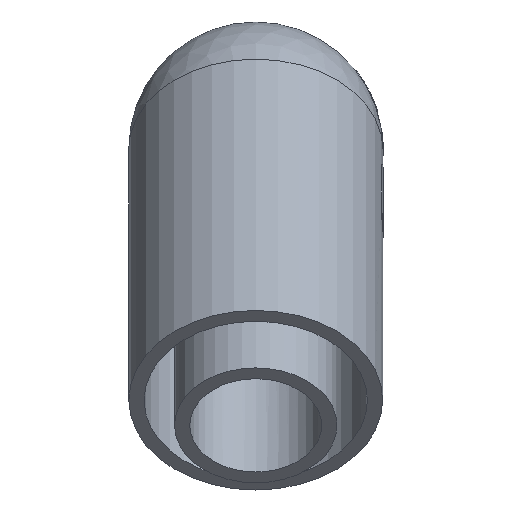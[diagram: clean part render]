
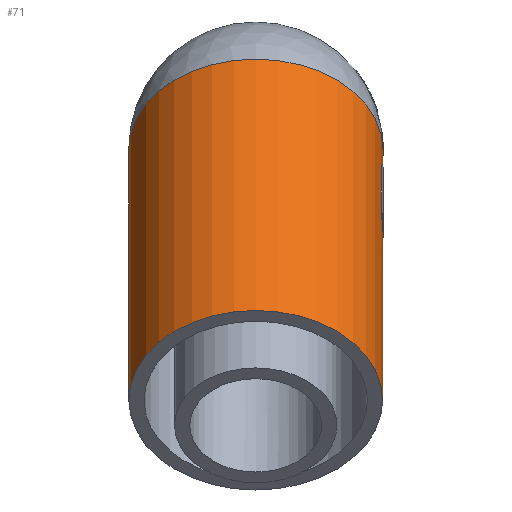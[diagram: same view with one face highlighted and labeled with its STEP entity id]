
A CAD part, left-side view. The second image highlights one B-rep face of the part: STEP entity #71.
In plain terms, the highlighted cylindrical face has radius 25 mm (diameter 50 mm), a full revolution.
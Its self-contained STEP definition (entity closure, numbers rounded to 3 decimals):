
#71 = ADVANCED_FACE( '', ( #160, #161, #162 ), #163, .T. );
#160 = FACE_OUTER_BOUND( '', #277, .T. );
#161 = FACE_OUTER_BOUND( '', #278, .T. );
#162 = FACE_BOUND( '', #279, .T. );
#163 = CYLINDRICAL_SURFACE( '', #280, 25. );
#277 = EDGE_LOOP( '', ( #422, #423 ) );
#278 = EDGE_LOOP( '', ( #424 ) );
#279 = EDGE_LOOP( '', ( #425, #426, #427, #428 ) );
#280 = AXIS2_PLACEMENT_3D( '', #429, #430, #431 );
#422 = ORIENTED_EDGE( '', *, *, #628, .F. );
#423 = ORIENTED_EDGE( '', *, *, #629, .T. );
#424 = ORIENTED_EDGE( '', *, *, #630, .T. );
#425 = ORIENTED_EDGE( '', *, *, #631, .F. );
#426 = ORIENTED_EDGE( '', *, *, #614, .F. );
#427 = ORIENTED_EDGE( '', *, *, #632, .F. );
#428 = ORIENTED_EDGE( '', *, *, #624, .F. );
#429 = CARTESIAN_POINT( '', ( -70., 0., 0. ) );
#430 = DIRECTION( '', ( -0.707, 0., -0.707 ) );
#431 = DIRECTION( '', ( 0.707, 0., -0.707 ) );
#614 = EDGE_CURVE( '', #713, #709, #715, .T. );
#624 = EDGE_CURVE( '', #731, #727, #733, .T. );
#628 = EDGE_CURVE( '', #738, #739, #740, .T. );
#629 = EDGE_CURVE( '', #738, #739, #741, .F. );
#630 = EDGE_CURVE( '', #742, #742, #743, .T. );
#631 = EDGE_CURVE( '', #709, #731, #744, .F. );
#632 = EDGE_CURVE( '', #727, #713, #745, .T. );
#709 = VERTEX_POINT( '', #903 );
#713 = VERTEX_POINT( '', #941 );
#715 = B_SPLINE_CURVE_WITH_KNOTS( '', 3, ( #944, #945, #946, #947, #948, #949, #950, #951, #952, #953, #954, #955, #956, #957, #958, #959, #960, #961, #962, #963, #964, #965, #966, #967, #968, #969, #970, #971, #972, #973, #974, #975, #976, #977 ), .UNSPECIFIED., .F., .F., ( 4, 2, 2, 2, 2, 2, 2, 2, 2, 2, 2, 2, 2, 2, 2, 2, 4 ), ( 0., 0.001, 0.002, 0.002, 0.003, 0.004, 0.005, 0.005, 0.006, 0.007, 0.008, 0.009, 0.009, 0.01, 0.011, 0.012, 0.013 ), .UNSPECIFIED. );
#727 = VERTEX_POINT( '', #993 );
#731 = VERTEX_POINT( '', #1031 );
#733 = B_SPLINE_CURVE_WITH_KNOTS( '', 3, ( #1034, #1035, #1036, #1037, #1038, #1039, #1040, #1041, #1042, #1043, #1044, #1045, #1046, #1047, #1048, #1049, #1050, #1051, #1052, #1053, #1054, #1055, #1056, #1057, #1058, #1059, #1060, #1061, #1062, #1063, #1064, #1065, #1066, #1067 ), .UNSPECIFIED., .F., .F., ( 4, 2, 2, 2, 2, 2, 2, 2, 2, 2, 2, 2, 2, 2, 2, 2, 4 ), ( 0., 0.001, 0.002, 0.002, 0.003, 0.004, 0.005, 0.005, 0.006, 0.007, 0.008, 0.009, 0.009, 0.01, 0.011, 0.012, 0.013 ), .UNSPECIFIED. );
#738 = VERTEX_POINT( '', #1072 );
#739 = VERTEX_POINT( '', #1073 );
#740 = CIRCLE( '', #1074, 25. );
#741 = ELLIPSE( '', #1075, 27.06, 25. );
#742 = VERTEX_POINT( '', #1076 );
#743 = CIRCLE( '', #1077, 25. );
#744 = LINE( '', #1078, #1079 );
#745 = LINE( '', #1080, #1081 );
#903 = CARTESIAN_POINT( '', ( -79.899, -24.678, -4.243 ) );
#941 = CARTESIAN_POINT( '', ( -74.243, -24.678, -9.899 ) );
#944 = CARTESIAN_POINT( '', ( -74.243, -24.678, -9.899 ) );
#945 = CARTESIAN_POINT( '', ( -74.055, -24.678, -9.712 ) );
#946 = CARTESIAN_POINT( '', ( -73.89, -24.682, -9.51 ) );
#947 = CARTESIAN_POINT( '', ( -73.6, -24.698, -9.076 ) );
#948 = CARTESIAN_POINT( '', ( -73.475, -24.71, -8.842 ) );
#949 = CARTESIAN_POINT( '', ( -73.275, -24.74, -8.357 ) );
#950 = CARTESIAN_POINT( '', ( -73.199, -24.758, -8.108 ) );
#951 = CARTESIAN_POINT( '', ( -73.097, -24.797, -7.596 ) );
#952 = CARTESIAN_POINT( '', ( -73.071, -24.819, -7.331 ) );
#953 = CARTESIAN_POINT( '', ( -73.071, -24.86, -6.811 ) );
#954 = CARTESIAN_POINT( '', ( -73.096, -24.881, -6.551 ) );
#955 = CARTESIAN_POINT( '', ( -73.198, -24.92, -6.036 ) );
#956 = CARTESIAN_POINT( '', ( -73.275, -24.938, -5.784 ) );
#957 = CARTESIAN_POINT( '', ( -73.474, -24.968, -5.302 ) );
#958 = CARTESIAN_POINT( '', ( -73.598, -24.98, -5.069 ) );
#959 = CARTESIAN_POINT( '', ( -73.89, -24.996, -4.631 ) );
#960 = CARTESIAN_POINT( '', ( -74.056, -25., -4.43 ) );
#961 = CARTESIAN_POINT( '', ( -74.425, -25., -4.06 ) );
#962 = CARTESIAN_POINT( '', ( -74.631, -24.996, -3.891 ) );
#963 = CARTESIAN_POINT( '', ( -75.066, -24.98, -3.6 ) );
#964 = CARTESIAN_POINT( '', ( -75.296, -24.968, -3.477 ) );
#965 = CARTESIAN_POINT( '', ( -75.781, -24.938, -3.276 ) );
#966 = CARTESIAN_POINT( '', ( -76.034, -24.92, -3.199 ) );
#967 = CARTESIAN_POINT( '', ( -76.545, -24.882, -3.097 ) );
#968 = CARTESIAN_POINT( '', ( -76.805, -24.861, -3.071 ) );
#969 = CARTESIAN_POINT( '', ( -77.332, -24.818, -3.071 ) );
#970 = CARTESIAN_POINT( '', ( -77.591, -24.798, -3.097 ) );
#971 = CARTESIAN_POINT( '', ( -78.102, -24.759, -3.197 ) );
#972 = CARTESIAN_POINT( '', ( -78.356, -24.741, -3.274 ) );
#973 = CARTESIAN_POINT( '', ( -78.841, -24.711, -3.474 ) );
#974 = CARTESIAN_POINT( '', ( -79.07, -24.699, -3.597 ) );
#975 = CARTESIAN_POINT( '', ( -79.506, -24.682, -3.887 ) );
#976 = CARTESIAN_POINT( '', ( -79.712, -24.678, -4.055 ) );
#977 = CARTESIAN_POINT( '', ( -79.899, -24.678, -4.243 ) );
#993 = CARTESIAN_POINT( '', ( -81.314, -24.678, -16.971 ) );
#1031 = CARTESIAN_POINT( '', ( -86.971, -24.678, -11.314 ) );
#1034 = CARTESIAN_POINT( '', ( -86.971, -24.678, -11.314 ) );
#1035 = CARTESIAN_POINT( '', ( -87.158, -24.678, -11.501 ) );
#1036 = CARTESIAN_POINT( '', ( -87.323, -24.682, -11.703 ) );
#1037 = CARTESIAN_POINT( '', ( -87.613, -24.698, -12.137 ) );
#1038 = CARTESIAN_POINT( '', ( -87.738, -24.71, -12.371 ) );
#1039 = CARTESIAN_POINT( '', ( -87.939, -24.74, -12.856 ) );
#1040 = CARTESIAN_POINT( '', ( -88.014, -24.758, -13.105 ) );
#1041 = CARTESIAN_POINT( '', ( -88.116, -24.797, -13.617 ) );
#1042 = CARTESIAN_POINT( '', ( -88.142, -24.819, -13.882 ) );
#1043 = CARTESIAN_POINT( '', ( -88.142, -24.86, -14.403 ) );
#1044 = CARTESIAN_POINT( '', ( -88.117, -24.881, -14.662 ) );
#1045 = CARTESIAN_POINT( '', ( -88.015, -24.92, -15.178 ) );
#1046 = CARTESIAN_POINT( '', ( -87.938, -24.938, -15.429 ) );
#1047 = CARTESIAN_POINT( '', ( -87.739, -24.968, -15.911 ) );
#1048 = CARTESIAN_POINT( '', ( -87.615, -24.98, -16.144 ) );
#1049 = CARTESIAN_POINT( '', ( -87.323, -24.996, -16.582 ) );
#1050 = CARTESIAN_POINT( '', ( -87.157, -25., -16.784 ) );
#1051 = CARTESIAN_POINT( '', ( -86.788, -25., -17.153 ) );
#1052 = CARTESIAN_POINT( '', ( -86.582, -24.996, -17.323 ) );
#1053 = CARTESIAN_POINT( '', ( -86.147, -24.98, -17.613 ) );
#1054 = CARTESIAN_POINT( '', ( -85.917, -24.968, -17.736 ) );
#1055 = CARTESIAN_POINT( '', ( -85.432, -24.938, -17.937 ) );
#1056 = CARTESIAN_POINT( '', ( -85.179, -24.92, -18.014 ) );
#1057 = CARTESIAN_POINT( '', ( -84.668, -24.882, -18.116 ) );
#1058 = CARTESIAN_POINT( '', ( -84.408, -24.861, -18.142 ) );
#1059 = CARTESIAN_POINT( '', ( -83.881, -24.818, -18.142 ) );
#1060 = CARTESIAN_POINT( '', ( -83.622, -24.798, -18.117 ) );
#1061 = CARTESIAN_POINT( '', ( -83.111, -24.759, -18.016 ) );
#1062 = CARTESIAN_POINT( '', ( -82.857, -24.741, -17.939 ) );
#1063 = CARTESIAN_POINT( '', ( -82.373, -24.711, -17.739 ) );
#1064 = CARTESIAN_POINT( '', ( -82.143, -24.699, -17.616 ) );
#1065 = CARTESIAN_POINT( '', ( -81.707, -24.682, -17.326 ) );
#1066 = CARTESIAN_POINT( '', ( -81.501, -24.678, -17.158 ) );
#1067 = CARTESIAN_POINT( '', ( -81.314, -24.678, -16.971 ) );
#1072 = CARTESIAN_POINT( '', ( -70., 25., 0. ) );
#1073 = CARTESIAN_POINT( '', ( -70., -25., 0. ) );
#1074 = AXIS2_PLACEMENT_3D( '', #1362, #1363, #1364 );
#1075 = AXIS2_PLACEMENT_3D( '', #1365, #1366, #1367 );
#1076 = CARTESIAN_POINT( '', ( -101.82, 0., -67.175 ) );
#1077 = AXIS2_PLACEMENT_3D( '', #1368, #1369, #1370 );
#1078 = CARTESIAN_POINT( '', ( -72.828, -24.678, 2.828 ) );
#1079 = VECTOR( '', #1371, 1000. );
#1080 = CARTESIAN_POINT( '', ( -67.172, -24.678, -2.828 ) );
#1081 = VECTOR( '', #1372, 1000. );
#1362 = CARTESIAN_POINT( '', ( -70., 0., 0. ) );
#1363 = DIRECTION( '', ( 0.707, 0., 0.707 ) );
#1364 = DIRECTION( '', ( 0.707, 0., -0.707 ) );
#1365 = CARTESIAN_POINT( '', ( -70., 0., 0. ) );
#1366 = DIRECTION( '', ( 0.924, 0., 0.383 ) );
#1367 = DIRECTION( '', ( 0.383, 0., -0.924 ) );
#1368 = CARTESIAN_POINT( '', ( -119.497, 0., -49.497 ) );
#1369 = DIRECTION( '', ( 0.707, 0., 0.707 ) );
#1370 = DIRECTION( '', ( 0.707, 0., -0.707 ) );
#1371 = DIRECTION( '', ( 0.707, 0., 0.707 ) );
#1372 = DIRECTION( '', ( 0.707, 0., 0.707 ) );
